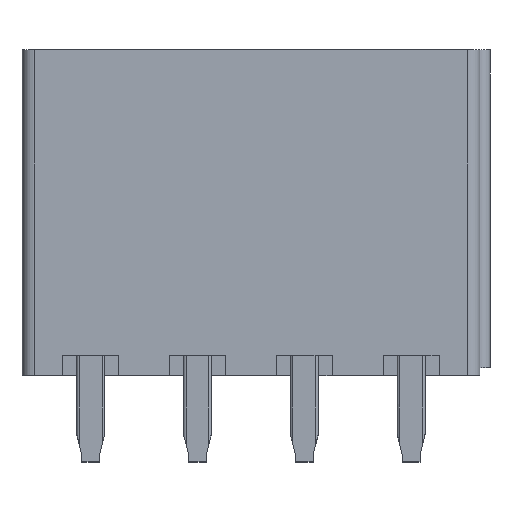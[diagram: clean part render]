
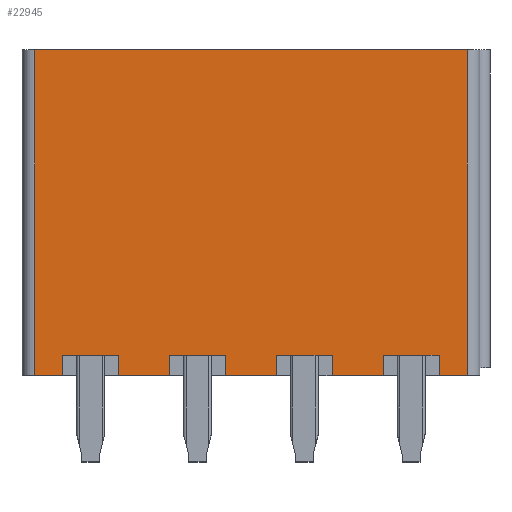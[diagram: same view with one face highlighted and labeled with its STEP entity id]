
A CAD part, top view. The second image highlights one B-rep face of the part: STEP entity #22945.
In plain terms, the highlighted planar face has unit normal (0, 0, 1).
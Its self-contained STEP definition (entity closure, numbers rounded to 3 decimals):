
#1502=FACE_OUTER_BOUND('',#2645,.T.);
#2645=EDGE_LOOP('',(#19198,#19199,#19200,#19201,#19202,#19203,#19204,#19205,
#19206,#19207,#19208,#19209,#19210,#19211,#19212,#19213,#19214,#19215,#19216,
#19217));
#5191=LINE('',#36058,#7700);
#5216=LINE('',#36116,#7725);
#5232=LINE('',#36156,#7741);
#5237=LINE('',#36169,#7746);
#5238=LINE('',#36171,#7747);
#5242=LINE('',#36178,#7751);
#5245=LINE('',#36184,#7754);
#5247=LINE('',#36187,#7756);
#5250=LINE('',#36193,#7759);
#5540=LINE('',#36804,#8049);
#5541=LINE('',#36807,#8050);
#5542=LINE('',#36809,#8051);
#5543=LINE('',#36811,#8052);
#5544=LINE('',#36813,#8053);
#5545=LINE('',#36815,#8054);
#5546=LINE('',#36817,#8055);
#5547=LINE('',#36819,#8056);
#5548=LINE('',#36821,#8057);
#5549=LINE('',#36823,#8058);
#5550=LINE('',#36824,#8059);
#7700=VECTOR('',#29609,1000.);
#7725=VECTOR('',#29650,1000.);
#7741=VECTOR('',#29682,1000.);
#7746=VECTOR('',#29693,1000.);
#7747=VECTOR('',#29696,1000.);
#7751=VECTOR('',#29702,1000.);
#7754=VECTOR('',#29707,1000.);
#7756=VECTOR('',#29711,1000.);
#7759=VECTOR('',#29716,1000.);
#8049=VECTOR('',#30284,1000.);
#8050=VECTOR('',#30287,1000.);
#8051=VECTOR('',#30288,1000.);
#8052=VECTOR('',#30289,1000.);
#8053=VECTOR('',#30290,1000.);
#8054=VECTOR('',#30291,1000.);
#8055=VECTOR('',#30292,1000.);
#8056=VECTOR('',#30293,1000.);
#8057=VECTOR('',#30294,1000.);
#8058=VECTOR('',#30295,1000.);
#8059=VECTOR('',#30296,1000.);
#9990=VERTEX_POINT('',#36055);
#9991=VERTEX_POINT('',#36057);
#10015=VERTEX_POINT('',#36113);
#10016=VERTEX_POINT('',#36115);
#10031=VERTEX_POINT('',#36154);
#10032=VERTEX_POINT('',#36155);
#10037=VERTEX_POINT('',#36167);
#10039=VERTEX_POINT('',#36176);
#10041=VERTEX_POINT('',#36182);
#10043=VERTEX_POINT('',#36191);
#10225=VERTEX_POINT('',#36802);
#10226=VERTEX_POINT('',#36806);
#10227=VERTEX_POINT('',#36808);
#10228=VERTEX_POINT('',#36810);
#10229=VERTEX_POINT('',#36812);
#10230=VERTEX_POINT('',#36814);
#10231=VERTEX_POINT('',#36816);
#10232=VERTEX_POINT('',#36818);
#10233=VERTEX_POINT('',#36820);
#10234=VERTEX_POINT('',#36822);
#12893=EDGE_CURVE('',#9990,#9991,#5191,.T.);
#12922=EDGE_CURVE('',#10015,#10016,#5216,.T.);
#12942=EDGE_CURVE('',#10031,#10032,#5232,.T.);
#12949=EDGE_CURVE('',#10037,#10031,#5237,.T.);
#12950=EDGE_CURVE('',#10016,#10037,#5238,.T.);
#12954=EDGE_CURVE('',#10039,#10015,#5242,.T.);
#12957=EDGE_CURVE('',#10041,#10039,#5245,.T.);
#12959=EDGE_CURVE('',#9991,#10041,#5247,.T.);
#12962=EDGE_CURVE('',#10043,#9990,#5250,.T.);
#13270=EDGE_CURVE('',#10225,#10043,#5540,.T.);
#13271=EDGE_CURVE('',#10226,#10225,#5541,.T.);
#13272=EDGE_CURVE('',#10227,#10226,#5542,.T.);
#13273=EDGE_CURVE('',#10228,#10227,#5543,.T.);
#13274=EDGE_CURVE('',#10229,#10228,#5544,.T.);
#13275=EDGE_CURVE('',#10230,#10229,#5545,.T.);
#13276=EDGE_CURVE('',#10230,#10231,#5546,.T.);
#13277=EDGE_CURVE('',#10231,#10232,#5547,.T.);
#13278=EDGE_CURVE('',#10233,#10232,#5548,.T.);
#13279=EDGE_CURVE('',#10234,#10233,#5549,.T.);
#13280=EDGE_CURVE('',#10032,#10234,#5550,.T.);
#19198=ORIENTED_EDGE('',*,*,#13270,.F.);
#19199=ORIENTED_EDGE('',*,*,#13271,.F.);
#19200=ORIENTED_EDGE('',*,*,#13272,.F.);
#19201=ORIENTED_EDGE('',*,*,#13273,.F.);
#19202=ORIENTED_EDGE('',*,*,#13274,.F.);
#19203=ORIENTED_EDGE('',*,*,#13275,.F.);
#19204=ORIENTED_EDGE('',*,*,#13276,.T.);
#19205=ORIENTED_EDGE('',*,*,#13277,.T.);
#19206=ORIENTED_EDGE('',*,*,#13278,.F.);
#19207=ORIENTED_EDGE('',*,*,#13279,.F.);
#19208=ORIENTED_EDGE('',*,*,#13280,.F.);
#19209=ORIENTED_EDGE('',*,*,#12942,.F.);
#19210=ORIENTED_EDGE('',*,*,#12949,.F.);
#19211=ORIENTED_EDGE('',*,*,#12950,.F.);
#19212=ORIENTED_EDGE('',*,*,#12922,.F.);
#19213=ORIENTED_EDGE('',*,*,#12954,.F.);
#19214=ORIENTED_EDGE('',*,*,#12957,.F.);
#19215=ORIENTED_EDGE('',*,*,#12959,.F.);
#19216=ORIENTED_EDGE('',*,*,#12893,.F.);
#19217=ORIENTED_EDGE('',*,*,#12962,.F.);
#20693=PLANE('',#24719);
#22945=ADVANCED_FACE('',(#1502),#20693,.F.);
#24719=AXIS2_PLACEMENT_3D('',#36805,#30285,#30286);
#29609=DIRECTION('',(-1.,0.,0.));
#29650=DIRECTION('',(-1.,0.,0.));
#29682=DIRECTION('',(0.,1.,0.));
#29693=DIRECTION('',(-1.,0.,0.));
#29696=DIRECTION('',(0.,-1.,0.));
#29702=DIRECTION('',(0.,1.,0.));
#29707=DIRECTION('',(-1.,0.,0.));
#29711=DIRECTION('',(0.,-1.,0.));
#29716=DIRECTION('',(0.,1.,0.));
#30284=DIRECTION('',(-1.,0.,0.));
#30285=DIRECTION('center_axis',(0.,0.,-1.));
#30286=DIRECTION('ref_axis',(0.,1.,0.));
#30287=DIRECTION('',(0.,-1.,0.));
#30288=DIRECTION('',(-1.,0.,0.));
#30289=DIRECTION('',(0.,1.,0.));
#30290=DIRECTION('',(-1.,0.,0.));
#30291=DIRECTION('',(0.,-1.,0.));
#30292=DIRECTION('',(1.,0.,0.));
#30293=DIRECTION('',(0.,-1.,0.));
#30294=DIRECTION('',(-1.,0.,0.));
#30295=DIRECTION('',(0.,-1.,0.));
#30296=DIRECTION('',(1.,0.,0.));
#36055=CARTESIAN_POINT('',(-17.8,5.6,6.4));
#36057=CARTESIAN_POINT('',(-20.,5.6,6.4));
#36058=CARTESIAN_POINT('',(0.,5.6,6.4));
#36113=CARTESIAN_POINT('',(-22.,5.6,6.4));
#36115=CARTESIAN_POINT('',(-24.2,5.6,6.4));
#36116=CARTESIAN_POINT('',(0.,5.6,6.4));
#36154=CARTESIAN_POINT('',(-25.3,4.8,6.4));
#36155=CARTESIAN_POINT('',(-25.3,17.6,6.4));
#36156=CARTESIAN_POINT('',(-25.3,11.2,6.4));
#36167=CARTESIAN_POINT('',(-24.2,4.8,6.4));
#36169=CARTESIAN_POINT('',(0.,4.8,6.4));
#36171=CARTESIAN_POINT('',(-24.2,11.2,6.4));
#36176=CARTESIAN_POINT('',(-22.,4.8,6.4));
#36178=CARTESIAN_POINT('',(-22.,11.2,6.4));
#36182=CARTESIAN_POINT('',(-20.,4.8,6.4));
#36184=CARTESIAN_POINT('',(0.,4.8,6.4));
#36187=CARTESIAN_POINT('',(-20.,11.2,6.4));
#36191=CARTESIAN_POINT('',(-17.8,4.8,6.4));
#36193=CARTESIAN_POINT('',(-17.8,11.2,6.4));
#36802=CARTESIAN_POINT('',(-15.8,4.8,6.4));
#36804=CARTESIAN_POINT('',(0.,4.8,6.4));
#36805=CARTESIAN_POINT('Origin',(-58.9,4.8,6.4));
#36806=CARTESIAN_POINT('',(-15.8,5.6,6.4));
#36807=CARTESIAN_POINT('',(-15.8,11.2,6.4));
#36808=CARTESIAN_POINT('',(-13.6,5.6,6.4));
#36809=CARTESIAN_POINT('',(-33.6,5.6,6.4));
#36810=CARTESIAN_POINT('',(-13.6,4.8,6.4));
#36811=CARTESIAN_POINT('',(-13.6,11.2,6.4));
#36812=CARTESIAN_POINT('',(-11.6,4.8,6.4));
#36813=CARTESIAN_POINT('',(-33.6,4.8,6.4));
#36814=CARTESIAN_POINT('',(-11.6,5.6,6.4));
#36815=CARTESIAN_POINT('',(-11.6,11.2,6.4));
#36816=CARTESIAN_POINT('',(-9.4,5.6,6.4));
#36817=CARTESIAN_POINT('',(-10.5,5.6,6.4));
#36818=CARTESIAN_POINT('',(-9.4,4.8,6.4));
#36819=CARTESIAN_POINT('',(-9.4,5.2,6.4));
#36820=CARTESIAN_POINT('',(-8.3,4.8,6.4));
#36821=CARTESIAN_POINT('',(-33.6,4.8,6.4));
#36822=CARTESIAN_POINT('',(-8.3,17.6,6.4));
#36823=CARTESIAN_POINT('',(-8.3,11.2,6.4));
#36824=CARTESIAN_POINT('',(-7.088,17.6,6.4));
